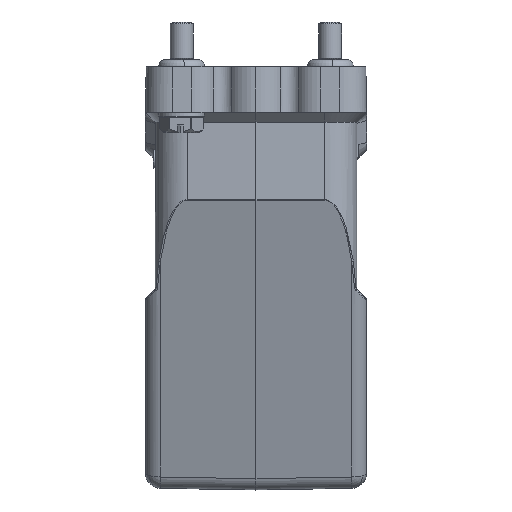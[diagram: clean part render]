
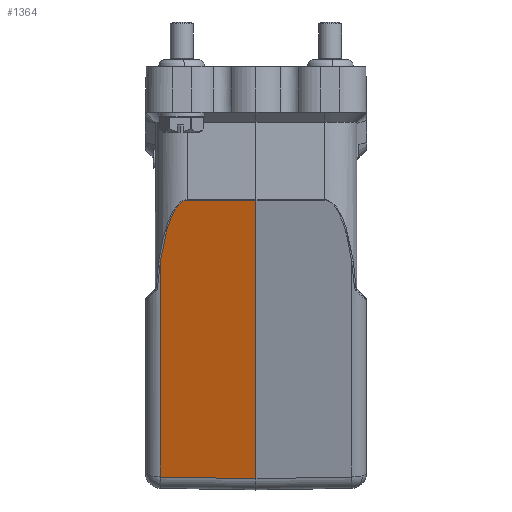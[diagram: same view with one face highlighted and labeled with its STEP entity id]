
A CAD part, left-side view. The second image highlights one B-rep face of the part: STEP entity #1364.
In plain terms, the highlighted planar face has unit normal (-0.966, 0.018, -0.259).
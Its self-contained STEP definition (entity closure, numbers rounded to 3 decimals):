
#818=FACE_OUTER_BOUND('',#2279,.T.);
#1364=ADVANCED_FACE('NONE',(#818),#1798,.F.);
#1798=PLANE('',#9729);
#2279=EDGE_LOOP('',(#4206,#4207,#4208,#4209,#4210));
#2929=B_SPLINE_CURVE_WITH_KNOTS('',3,(#15280,#15281,#15282,#15283,#15284,
#15285,#15286,#15287,#15288,#15289,#15290,#15291,#15292,#15293,#15294,#15295,
#15296,#15297,#15298,#15299),.UNSPECIFIED.,.F.,.F.,(4,2,2,2,2,2,2,2,2,4),
(0.,0.25,0.5,0.625,0.75,0.813,0.875,0.938,0.969,1.),.UNSPECIFIED.);
#4206=ORIENTED_EDGE('',*,*,#7465,.F.);
#4207=ORIENTED_EDGE('',*,*,#7466,.T.);
#4208=ORIENTED_EDGE('',*,*,#7355,.F.);
#4209=ORIENTED_EDGE('',*,*,#7354,.F.);
#4210=ORIENTED_EDGE('',*,*,#7360,.F.);
#6243=VERTEX_POINT('',#13973);
#6338=VERTEX_POINT('',#15279);
#6339=VERTEX_POINT('',#15385);
#6342=VERTEX_POINT('',#15419);
#6410=VERTEX_POINT('',#16158);
#7354=EDGE_CURVE('NONE',#6243,#6338,#2929,.T.);
#7355=EDGE_CURVE('NONE',#6338,#6339,#8413,.T.);
#7360=EDGE_CURVE('NONE',#6342,#6243,#8415,.T.);
#7465=EDGE_CURVE('NONE',#6410,#6342,#8463,.T.);
#7466=EDGE_CURVE('NONE',#6410,#6339,#8464,.T.);
#8413=LINE('',#15384,#9029);
#8415=LINE('',#15420,#9031);
#8463=LINE('',#16157,#9079);
#8464=LINE('',#16159,#9080);
#9029=VECTOR('',#10820,1.);
#9031=VECTOR('',#10826,1.);
#9079=VECTOR('',#10978,1.);
#9080=VECTOR('',#10979,1.);
#9729=AXIS2_PLACEMENT_3D('',#16160,#10980,#10981);
#10820=DIRECTION('',(-0.017,-1.,-0.002));
#10826=DIRECTION('',(-0.259,0.,0.966));
#10978=DIRECTION('',(0.013,1.,0.017));
#10979=DIRECTION('',(-0.259,0.,0.966));
#10980=DIRECTION('',(0.966,-0.017,0.259));
#10981=DIRECTION('',(0.259,0.,-0.966));
#13973=CARTESIAN_POINT('',(-70.235,25.07,-13.123));
#15279=CARTESIAN_POINT('',(-74.668,18.048,2.946));
#15280=CARTESIAN_POINT('',(-70.235,25.07,-13.123));
#15281=CARTESIAN_POINT('',(-70.646,24.866,-11.606));
#15282=CARTESIAN_POINT('',(-71.055,24.619,-10.094));
#15283=CARTESIAN_POINT('',(-71.87,24.009,-7.093));
#15284=CARTESIAN_POINT('',(-72.276,23.647,-5.603));
#15285=CARTESIAN_POINT('',(-72.876,22.965,-3.41));
#15286=CARTESIAN_POINT('',(-73.075,22.714,-2.686));
#15287=CARTESIAN_POINT('',(-73.466,22.142,-1.264));
#15288=CARTESIAN_POINT('',(-73.659,21.823,-0.565));
#15289=CARTESIAN_POINT('',(-73.938,21.258,0.437));
#15290=CARTESIAN_POINT('',(-74.029,21.054,0.763));
#15291=CARTESIAN_POINT('',(-74.204,20.607,1.388));
#15292=CARTESIAN_POINT('',(-74.289,20.363,1.687));
#15293=CARTESIAN_POINT('',(-74.444,19.815,2.229));
#15294=CARTESIAN_POINT('',(-74.515,19.511,2.474));
#15295=CARTESIAN_POINT('',(-74.597,18.996,2.744));
#15296=CARTESIAN_POINT('',(-74.62,18.814,2.818));
#15297=CARTESIAN_POINT('',(-74.654,18.439,2.92));
#15298=CARTESIAN_POINT('',(-74.665,18.244,2.946));
#15299=CARTESIAN_POINT('',(-74.668,18.048,2.946));
#15384=CARTESIAN_POINT('',(-74.668,18.048,2.946));
#15385=CARTESIAN_POINT('',(-74.983,0.,2.904));
#15419=CARTESIAN_POINT('',(-55.094,25.07,-69.63));
#15420=CARTESIAN_POINT('',(-54.213,25.07,-72.919));
#16157=CARTESIAN_POINT('',(-55.434,-0.308,-70.073));
#16158=CARTESIAN_POINT('',(-55.43,0.,-70.068));
#16159=CARTESIAN_POINT('',(-54.636,0.,-73.032));
#16160=CARTESIAN_POINT('',(-54.636,0.,-73.032));
